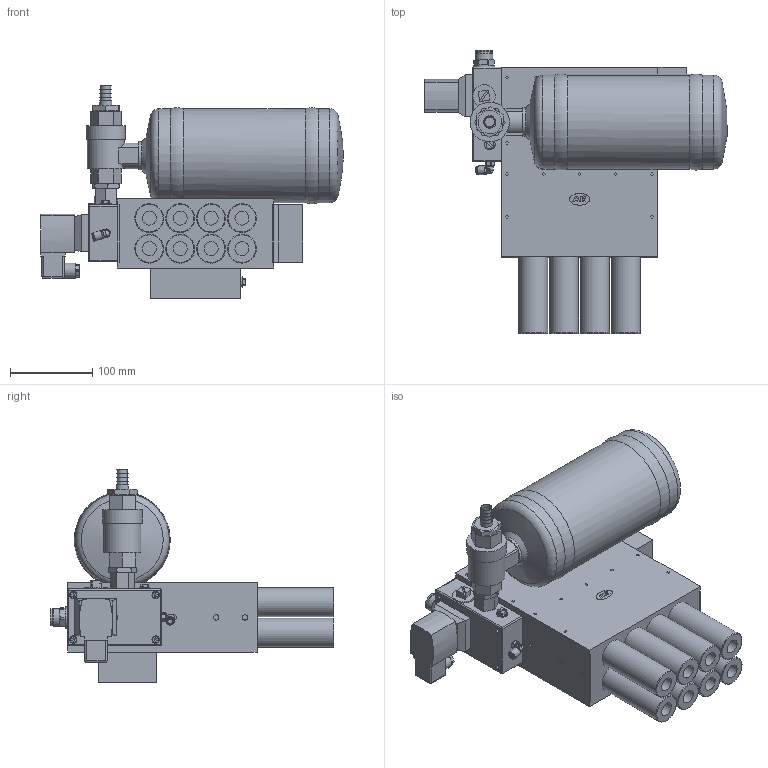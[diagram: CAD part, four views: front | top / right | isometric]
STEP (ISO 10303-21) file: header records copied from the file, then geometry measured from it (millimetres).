
FILE_DESCRIPTION(/* description */ (''),/* implementation_level */ '2;1');
FILE_NAME(/* name */ '3D_cvk50svxxx.stp',/* time_stamp */ '2021-09-14T08:26:09+02:00',/* author */ ('enginyeria'),/* organization */ (''),/* preprocessor_version */ 'ST-DEVELOPER v17.2',/* originating_system */ 'Autodesk Inventor 2019',/* authorisation */ '');
FILE_SCHEMA (('CONFIG_CONTROL_DESIGN'));
Length unit declared in the file: millimetre
Products named in the file (1): Pieza5
Bounding box: 367.19 x 343.8 x 258.5 mm (x, y, z)
Volume: 7486041.9 mm3; surface area: 523491.1 mm2
Topology: 3 solids, 27 shells, 1091 faces, 2746 edges, 1833 vertices
Faces by surface type: plane 742, cylinder 223, torus 61, cone 46, bspline 11, sphere 8
Full cylindrical faces by diameter (mm): 3 x1, 3.242 x4, 3.5 x1, 5 x9, 5.5 x8, 6 x2, 6.647 x4, 7 x4, 7.2 x1, 8.304 x1, 8.5 x9, 8.566 x2, 9 x8, 9.9 x1, 10 x2, 10.5 x1, 12 x1, 12.2 x1, 13 x2, 14 x1, 15 x1, 15.6 x1, 16.5 x2, 17 x8, 18 x2, 18.5 x1, 18.631 x6, 20.8 x1, 21.7 x1, 23 x8
Entity records: 34796 total; most frequent: CARTESIAN_POINT 8236, ORIENTED_EDGE 5460, DIRECTION 5451, EDGE_CURVE 2730, VERTEX_POINT 1831, AXIS2_PLACEMENT_3D 1825, LINE 1801, VECTOR 1801
